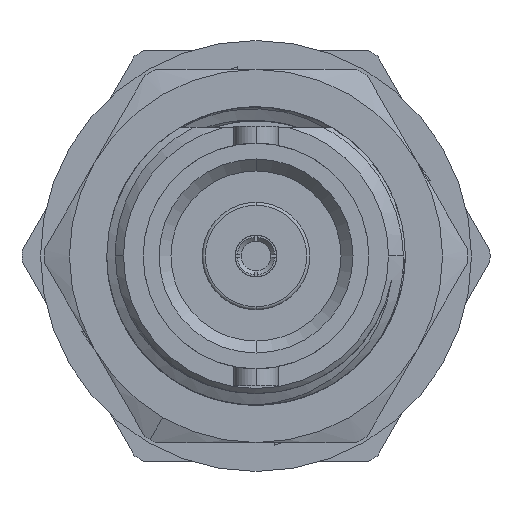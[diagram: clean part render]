
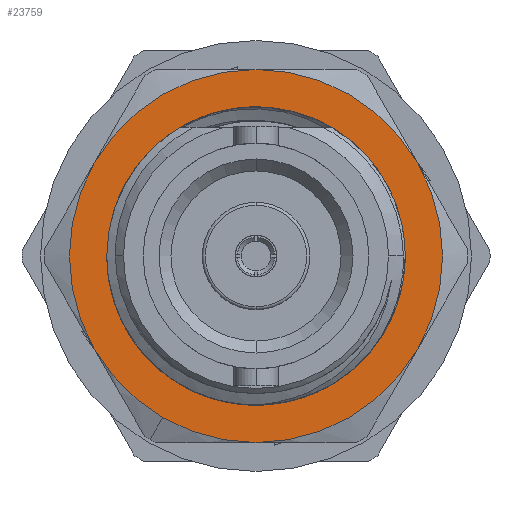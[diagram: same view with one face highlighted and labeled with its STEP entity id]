
A CAD part, left-side view. The second image highlights one B-rep face of the part: STEP entity #23759.
In plain terms, the highlighted planar face has unit normal (-1, 0, 0).
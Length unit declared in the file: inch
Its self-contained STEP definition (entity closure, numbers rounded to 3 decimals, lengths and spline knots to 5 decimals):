
#1201 = AXIS2_PLACEMENT_3D ( 'NONE', #14613, #10981, #12353 ) ;
#1259 = EDGE_CURVE ( 'NONE', #14692, #6118, #8428, .T. ) ;
#1362 = CARTESIAN_POINT ( 'NONE',  ( 0.518, 0., 0. ) ) ;
#1516 = ORIENTED_EDGE ( 'NONE', *, *, #17006, .T. ) ;
#1549 = ORIENTED_EDGE ( 'NONE', *, *, #15963, .T. ) ;
#1608 = CARTESIAN_POINT ( 'NONE',  ( 0.518, 0., 0. ) ) ;
#1660 = EDGE_CURVE ( 'NONE', #12162, #3324, #10316, .T. ) ;
#1725 = DIRECTION ( 'NONE',  ( -1., 0., 0. ) ) ;
#1892 = CARTESIAN_POINT ( 'NONE',  ( 0.518, 0., 0. ) ) ;
#2002 = DIRECTION ( 'NONE',  ( 0., 1., 0. ) ) ;
#2280 = DIRECTION ( 'NONE',  ( -1., 0., 0. ) ) ;
#2411 = ORIENTED_EDGE ( 'NONE', *, *, #18325, .T. ) ;
#2552 = VERTEX_POINT ( 'NONE', #8187 ) ;
#3160 = EDGE_CURVE ( 'NONE', #6118, #18790, #4254, .T. ) ;
#3324 = VERTEX_POINT ( 'NONE', #12285 ) ;
#4254 = CIRCLE ( 'NONE', #8483, 0.3125 ) ;
#4630 = ORIENTED_EDGE ( 'NONE', *, *, #5332, .F. ) ;
#5018 = DIRECTION ( 'NONE',  ( -1., 0., 0. ) ) ;
#5212 = DIRECTION ( 'NONE',  ( -1., 0., 0. ) ) ;
#5332 = EDGE_CURVE ( 'NONE', #9964, #11022, #19678, .T. ) ;
#5547 = ORIENTED_EDGE ( 'NONE', *, *, #3160, .T. ) ;
#6118 = VERTEX_POINT ( 'NONE', #11795 ) ;
#6377 = CARTESIAN_POINT ( 'NONE',  ( 0.518, 0.06947, 0.24015 ) ) ;
#6473 = ORIENTED_EDGE ( 'NONE', *, *, #1660, .T. ) ;
#7301 = ORIENTED_EDGE ( 'NONE', *, *, #1259, .T. ) ;
#8028 = CIRCLE ( 'NONE', #23407, 0.3125 ) ;
#8187 = CARTESIAN_POINT ( 'NONE',  ( 0.518, 0.27063, -0.15625 ) ) ;
#8319 = EDGE_CURVE ( 'NONE', #11022, #9964, #13892, .T. ) ;
#8428 = CIRCLE ( 'NONE', #21879, 0.3125 ) ;
#8483 = AXIS2_PLACEMENT_3D ( 'NONE', #1608, #1725, #23524 ) ;
#8738 = CARTESIAN_POINT ( 'NONE',  ( 0.518, 0.27063, 0.15625 ) ) ;
#8769 = CIRCLE ( 'NONE', #13402, 0.3125 ) ;
#8975 = DIRECTION ( 'NONE',  ( -1., 0., 0. ) ) ;
#9218 = FACE_OUTER_BOUND ( 'NONE', #17694, .T. ) ;
#9230 = CARTESIAN_POINT ( 'NONE',  ( 0.518, 0., -0.3125 ) ) ;
#9740 = DIRECTION ( 'NONE',  ( -1., 0., 0. ) ) ;
#9964 = VERTEX_POINT ( 'NONE', #15526 ) ;
#10316 = CIRCLE ( 'NONE', #19186, 0.3125 ) ;
#10791 = PLANE ( 'NONE',  #16263 ) ;
#10981 = DIRECTION ( 'NONE',  ( -1., 0., 0. ) ) ;
#11022 = VERTEX_POINT ( 'NONE', #6377 ) ;
#11059 = AXIS2_PLACEMENT_3D ( 'NONE', #19247, #5018, #18029 ) ;
#11795 = CARTESIAN_POINT ( 'NONE',  ( 0.518, 0., 0.3125 ) ) ;
#12162 = VERTEX_POINT ( 'NONE', #9230 ) ;
#12285 = CARTESIAN_POINT ( 'NONE',  ( 0.518, -0.27063, -0.15625 ) ) ;
#12353 = DIRECTION ( 'NONE',  ( 0., 0.5, -0.866 ) ) ;
#12478 = DIRECTION ( 'NONE',  ( 0., 0.5, -0.866 ) ) ;
#12587 = CARTESIAN_POINT ( 'NONE',  ( 0.518, 0., 0. ) ) ;
#12752 = AXIS2_PLACEMENT_3D ( 'NONE', #12587, #8975, #23657 ) ;
#13154 = AXIS2_PLACEMENT_3D ( 'NONE', #17453, #9740, #20937 ) ;
#13378 = VERTEX_POINT ( 'NONE', #18724 ) ;
#13402 = AXIS2_PLACEMENT_3D ( 'NONE', #1362, #5212, #19900 ) ;
#13892 = CIRCLE ( 'NONE', #1201, 0.25 ) ;
#14613 = CARTESIAN_POINT ( 'NONE',  ( 0.518, 0., 0. ) ) ;
#14692 = VERTEX_POINT ( 'NONE', #20356 ) ;
#14821 = CARTESIAN_POINT ( 'NONE',  ( 0.518, 0., 0. ) ) ;
#15526 = CARTESIAN_POINT ( 'NONE',  ( 0.518, 0.21894, 0.12069 ) ) ;
#15963 = EDGE_CURVE ( 'NONE', #2552, #13378, #21447, .T. ) ;
#16263 = AXIS2_PLACEMENT_3D ( 'NONE', #23562, #18025, #2002 ) ;
#16585 = DIRECTION ( 'NONE',  ( 0., 0.5, -0.866 ) ) ;
#17006 = EDGE_CURVE ( 'NONE', #18790, #2552, #8769, .T. ) ;
#17025 = ORIENTED_EDGE ( 'NONE', *, *, #8319, .F. ) ;
#17453 = CARTESIAN_POINT ( 'NONE',  ( 0.518, 0., 0. ) ) ;
#17694 = EDGE_LOOP ( 'NONE', ( #1549, #2411, #6473, #21152, #7301, #5547, #1516 ) ) ;
#18025 = DIRECTION ( 'NONE',  ( -1., 0., 0. ) ) ;
#18029 = DIRECTION ( 'NONE',  ( 0., 0.5, -0.866 ) ) ;
#18272 = DIRECTION ( 'NONE',  ( -1., 0., 0. ) ) ;
#18325 = EDGE_CURVE ( 'NONE', #13378, #12162, #8028, .T. ) ;
#18724 = CARTESIAN_POINT ( 'NONE',  ( 0.518, 0.15625, -0.27063 ) ) ;
#18790 = VERTEX_POINT ( 'NONE', #8738 ) ;
#18916 = CIRCLE ( 'NONE', #12752, 0.3125 ) ;
#19186 = AXIS2_PLACEMENT_3D ( 'NONE', #21373, #20051, #12478 ) ;
#19247 = CARTESIAN_POINT ( 'NONE',  ( 0.518, 0., 0. ) ) ;
#19678 = CIRCLE ( 'NONE', #13154, 0.25 ) ;
#19717 = EDGE_LOOP ( 'NONE', ( #4630, #17025 ) ) ;
#19900 = DIRECTION ( 'NONE',  ( 0., 0.5, -0.866 ) ) ;
#20051 = DIRECTION ( 'NONE',  ( -1., 0., 0. ) ) ;
#20356 = CARTESIAN_POINT ( 'NONE',  ( 0.518, -0.27063, 0.15625 ) ) ;
#20803 = EDGE_CURVE ( 'NONE', #3324, #14692, #18916, .T. ) ;
#20937 = DIRECTION ( 'NONE',  ( 0., 0.5, -0.866 ) ) ;
#21152 = ORIENTED_EDGE ( 'NONE', *, *, #20803, .T. ) ;
#21373 = CARTESIAN_POINT ( 'NONE',  ( 0.518, 0., 0. ) ) ;
#21447 = CIRCLE ( 'NONE', #11059, 0.3125 ) ;
#21868 = FACE_BOUND ( 'NONE', #19717, .T. ) ;
#21879 = AXIS2_PLACEMENT_3D ( 'NONE', #14821, #2280, #22148 ) ;
#22148 = DIRECTION ( 'NONE',  ( 0., 0.5, -0.866 ) ) ;
#23407 = AXIS2_PLACEMENT_3D ( 'NONE', #1892, #18272, #16585 ) ;
#23524 = DIRECTION ( 'NONE',  ( 0., 0.5, -0.866 ) ) ;
#23562 = CARTESIAN_POINT ( 'NONE',  ( 0.518, 0., 0. ) ) ;
#23657 = DIRECTION ( 'NONE',  ( 0., 0.5, -0.866 ) ) ;
#23759 = ADVANCED_FACE ( 'NONE', ( #21868, #9218 ), #10791, .T. ) ;
